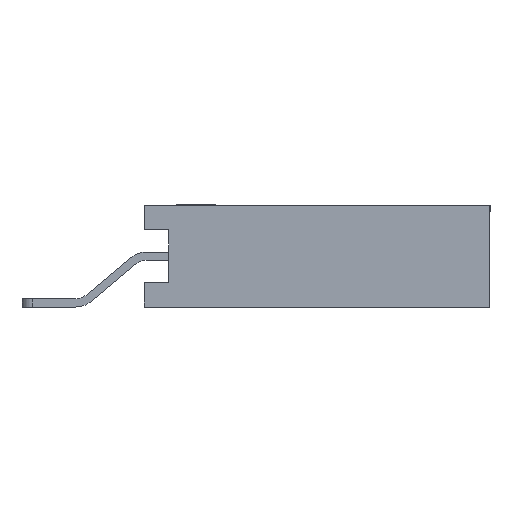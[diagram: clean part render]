
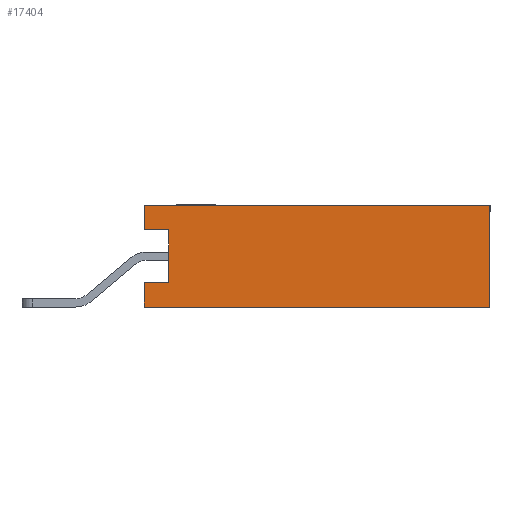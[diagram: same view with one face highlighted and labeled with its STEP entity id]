
A CAD part, left-side view. The second image highlights one B-rep face of the part: STEP entity #17404.
In plain terms, the highlighted planar face has unit normal (-1, 0, 0).
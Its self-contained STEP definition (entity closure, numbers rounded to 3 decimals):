
#85 = DIRECTION ( 'NONE',  ( 0., 1., 0. ) ) ;
#329 = CARTESIAN_POINT ( 'NONE',  ( -10.16, 0., -1.25 ) ) ;
#1047 = LINE ( 'NONE', #9980, #10758 ) ;
#1513 = EDGE_CURVE ( 'NONE', #14078, #1562, #1047, .T. ) ;
#1562 = VERTEX_POINT ( 'NONE', #19535 ) ;
#1726 = CARTESIAN_POINT ( 'NONE',  ( -10.16, -8.5, -1.25 ) ) ;
#2173 = DIRECTION ( 'NONE',  ( 0., 0., 1. ) ) ;
#2622 = ORIENTED_EDGE ( 'NONE', *, *, #19275, .T. ) ;
#2923 = LINE ( 'NONE', #19055, #13181 ) ;
#3072 = LINE ( 'NONE', #7901, #15585 ) ;
#3369 = DIRECTION ( 'NONE',  ( 0., 1., 0. ) ) ;
#3408 = CARTESIAN_POINT ( 'NONE',  ( -10.16, -0.6, -0.65 ) ) ;
#3839 = ORIENTED_EDGE ( 'NONE', *, *, #4452, .F. ) ;
#4040 = ORIENTED_EDGE ( 'NONE', *, *, #7674, .T. ) ;
#4202 = VECTOR ( 'NONE', #4292, 1000. ) ;
#4244 = VECTOR ( 'NONE', #14090, 1000. ) ;
#4292 = DIRECTION ( 'NONE',  ( 0., 0., -1. ) ) ;
#4333 = LINE ( 'NONE', #7106, #14136 ) ;
#4452 = EDGE_CURVE ( 'NONE', #13622, #7215, #13886, .T. ) ;
#5174 = VERTEX_POINT ( 'NONE', #17499 ) ;
#6123 = EDGE_CURVE ( 'NONE', #1562, #5174, #3072, .T. ) ;
#6263 = DIRECTION ( 'NONE',  ( 1., 0., 0. ) ) ;
#6439 = CARTESIAN_POINT ( 'NONE',  ( -10.16, -8.5, -1.25 ) ) ;
#6489 = ORIENTED_EDGE ( 'NONE', *, *, #8997, .F. ) ;
#6707 = VERTEX_POINT ( 'NONE', #329 ) ;
#6783 = VERTEX_POINT ( 'NONE', #7171 ) ;
#7106 = CARTESIAN_POINT ( 'NONE',  ( -10.16, 0., -1.25 ) ) ;
#7171 = CARTESIAN_POINT ( 'NONE',  ( -10.16, 0., -0.65 ) ) ;
#7215 = VERTEX_POINT ( 'NONE', #17766 ) ;
#7384 = DIRECTION ( 'NONE',  ( 0., 0., -1. ) ) ;
#7434 = ORIENTED_EDGE ( 'NONE', *, *, #19334, .F. ) ;
#7674 = EDGE_CURVE ( 'NONE', #16658, #5174, #16535, .T. ) ;
#7725 = ORIENTED_EDGE ( 'NONE', *, *, #1513, .F. ) ;
#7901 = CARTESIAN_POINT ( 'NONE',  ( -10.16, 0.6, 0.65 ) ) ;
#8963 = CARTESIAN_POINT ( 'NONE',  ( -10.16, -8.5, 1.25 ) ) ;
#8997 = EDGE_CURVE ( 'NONE', #7215, #6707, #12357, .T. ) ;
#9642 = LINE ( 'NONE', #18558, #4244 ) ;
#9980 = CARTESIAN_POINT ( 'NONE',  ( -10.16, -0.6, -0.65 ) ) ;
#10758 = VECTOR ( 'NONE', #2173, 1000. ) ;
#10915 = DIRECTION ( 'NONE',  ( 0., 1., 0. ) ) ;
#11035 = DIRECTION ( 'NONE',  ( 0., 0., -1. ) ) ;
#12072 = CARTESIAN_POINT ( 'NONE',  ( -10.16, -8.5, -1.25 ) ) ;
#12185 = VECTOR ( 'NONE', #11035, 1000. ) ;
#12357 = LINE ( 'NONE', #6439, #17844 ) ;
#12798 = ORIENTED_EDGE ( 'NONE', *, *, #16411, .T. ) ;
#13181 = VECTOR ( 'NONE', #17603, 1000. ) ;
#13622 = VERTEX_POINT ( 'NONE', #8963 ) ;
#13886 = LINE ( 'NONE', #1726, #12185 ) ;
#14078 = VERTEX_POINT ( 'NONE', #3408 ) ;
#14090 = DIRECTION ( 'NONE',  ( 0., 1., 0. ) ) ;
#14136 = VECTOR ( 'NONE', #7384, 1000. ) ;
#15388 = EDGE_LOOP ( 'NONE', ( #7725, #7434, #2622, #6489, #3839, #12798, #4040, #17796 ) ) ;
#15585 = VECTOR ( 'NONE', #85, 1000. ) ;
#16411 = EDGE_CURVE ( 'NONE', #13622, #16658, #9642, .T. ) ;
#16535 = LINE ( 'NONE', #17852, #4202 ) ;
#16658 = VERTEX_POINT ( 'NONE', #18811 ) ;
#17404 = ADVANCED_FACE ( 'NONE', ( #18040 ), #18420, .F. ) ;
#17499 = CARTESIAN_POINT ( 'NONE',  ( -10.16, 0., 0.65 ) ) ;
#17603 = DIRECTION ( 'NONE',  ( 0., -1., 0. ) ) ;
#17766 = CARTESIAN_POINT ( 'NONE',  ( -10.16, -8.5, -1.25 ) ) ;
#17796 = ORIENTED_EDGE ( 'NONE', *, *, #6123, .F. ) ;
#17844 = VECTOR ( 'NONE', #3369, 1000. ) ;
#17852 = CARTESIAN_POINT ( 'NONE',  ( -10.16, 0., -1.25 ) ) ;
#17853 = AXIS2_PLACEMENT_3D ( 'NONE', #12072, #6263, #10915 ) ;
#18040 = FACE_OUTER_BOUND ( 'NONE', #15388, .T. ) ;
#18420 = PLANE ( 'NONE',  #17853 ) ;
#18558 = CARTESIAN_POINT ( 'NONE',  ( -10.16, -8.5, 1.25 ) ) ;
#18811 = CARTESIAN_POINT ( 'NONE',  ( -10.16, 0., 1.25 ) ) ;
#19055 = CARTESIAN_POINT ( 'NONE',  ( -10.16, 0.6, -0.65 ) ) ;
#19275 = EDGE_CURVE ( 'NONE', #6783, #6707, #4333, .T. ) ;
#19334 = EDGE_CURVE ( 'NONE', #6783, #14078, #2923, .T. ) ;
#19535 = CARTESIAN_POINT ( 'NONE',  ( -10.16, -0.6, 0.65 ) ) ;
